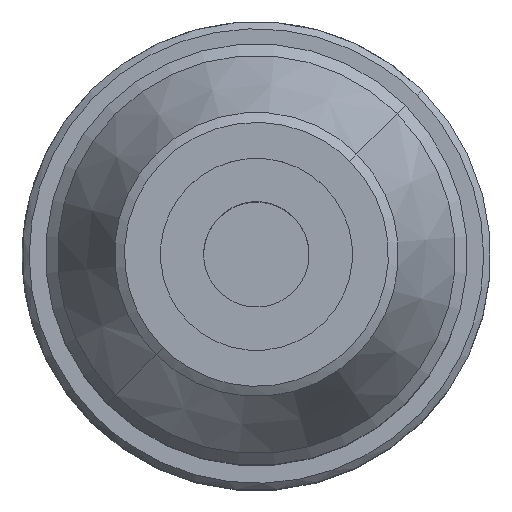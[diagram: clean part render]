
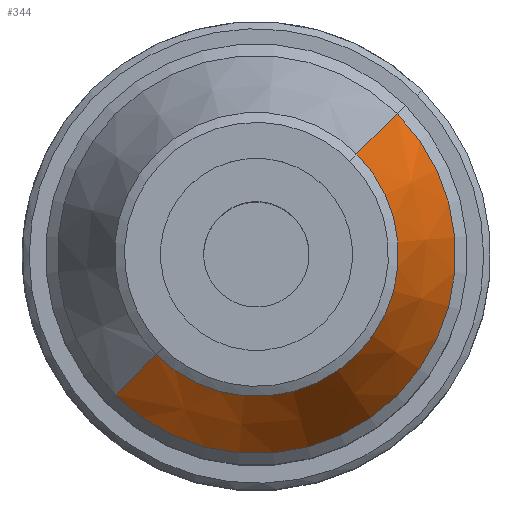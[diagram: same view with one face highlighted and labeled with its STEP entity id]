
A CAD part, top view. The second image highlights one B-rep face of the part: STEP entity #344.
In plain terms, the highlighted conical face has half-angle 25.017 degrees and reference radius 7.217 mm.
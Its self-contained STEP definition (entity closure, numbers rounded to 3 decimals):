
#287=AXIS2_PLACEMENT_3D('Circle Axis2P3D',#285,#286,$) ;
#331=AXIS2_PLACEMENT_3D('Cone Axis2P3D',#328,#329,#330) ;
#335=AXIS2_PLACEMENT_3D('Circle Axis2P3D',#333,#334,$) ;
#258=CARTESIAN_POINT('Vertex',(14.285,14.285,55.728)) ;
#265=CARTESIAN_POINT('Vertex',(5.715,5.715,55.728)) ;
#285=CARTESIAN_POINT('Axis2P3D Location',(10.,10.,55.728)) ;
#302=CARTESIAN_POINT('Line Origine',(-149505.141,-149505.141,-453030.588)) ;
#306=CARTESIAN_POINT('Vertex',(3.99,3.99,50.5)) ;
#309=CARTESIAN_POINT('Line Origine',(149525.141,149525.141,-453030.588)) ;
#313=CARTESIAN_POINT('Vertex',(16.01,16.01,50.5)) ;
#328=CARTESIAN_POINT('Axis2P3D Location',(10.,10.,53.25)) ;
#333=CARTESIAN_POINT('Axis2P3D Location',(10.,10.,50.5)) ;
#286=DIRECTION('Axis2P3D Direction',(0.,0.,-1.)) ;
#303=DIRECTION('Vector Direction',(-0.299,-0.299,-0.906)) ;
#310=DIRECTION('Vector Direction',(0.299,0.299,-0.906)) ;
#329=DIRECTION('Axis2P3D Direction',(0.,0.,-1.)) ;
#330=DIRECTION('Axis2P3D XDirection',(0.707,0.707,0.)) ;
#334=DIRECTION('Axis2P3D Direction',(-0.,0.,-1.)) ;
#304=VECTOR('Line Direction',#303,1.) ;
#311=VECTOR('Line Direction',#310,1.) ;
#339=ORIENTED_EDGE('',*,*,#308,.F.) ;
#340=ORIENTED_EDGE('',*,*,#337,.T.) ;
#341=ORIENTED_EDGE('',*,*,#315,.F.) ;
#342=ORIENTED_EDGE('',*,*,#289,.F.) ;
#344=ADVANCED_FACE('MANIFOLD_SOLID_BREP #2245',(#343),#332,.T.) ;
#288=CIRCLE('generated circle',#287,6.06) ;
#336=CIRCLE('generated circle',#335,8.5) ;
#332=CONICAL_SURFACE('Cone',#331,7.217,0.437) ;
#289=EDGE_CURVE('',#266,#259,#288,.F.) ;
#308=EDGE_CURVE('',#307,#266,#305,.F.) ;
#315=EDGE_CURVE('',#259,#314,#312,.T.) ;
#337=EDGE_CURVE('',#307,#314,#336,.F.) ;
#338=EDGE_LOOP('',(#339,#340,#341,#342)) ;
#343=FACE_OUTER_BOUND('',#338,.T.) ;
#305=LINE('Line',#302,#304) ;
#312=LINE('Line',#309,#311) ;
#259=VERTEX_POINT('',#258) ;
#266=VERTEX_POINT('',#265) ;
#307=VERTEX_POINT('',#306) ;
#314=VERTEX_POINT('',#313) ;
